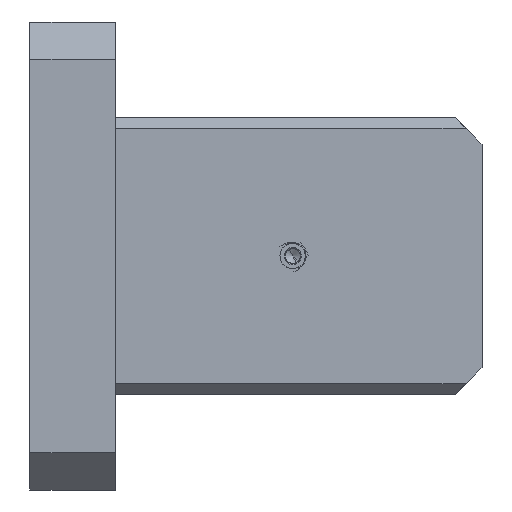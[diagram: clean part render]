
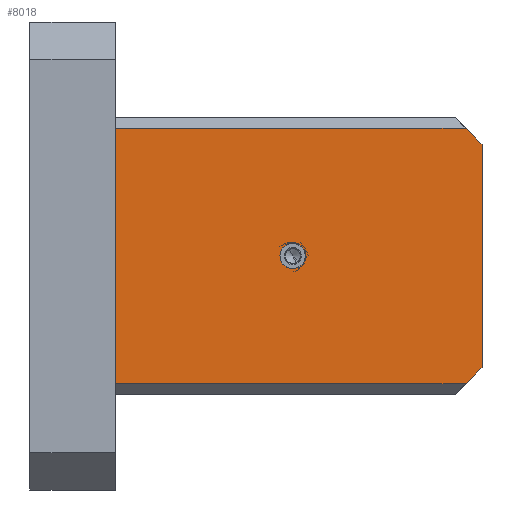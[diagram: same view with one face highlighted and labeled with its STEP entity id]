
A CAD part, front view. The second image highlights one B-rep face of the part: STEP entity #8018.
In plain terms, the highlighted planar face has unit normal (0, -1, 0).
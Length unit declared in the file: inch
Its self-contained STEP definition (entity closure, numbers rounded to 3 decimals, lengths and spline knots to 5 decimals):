
#37 = EDGE_CURVE ( 'NONE', #6789, #8451, #8130, .T. ) ;
#218 = DIRECTION ( 'NONE',  ( 0., 0., -1. ) ) ;
#220 = CARTESIAN_POINT ( 'NONE',  ( 0.69626, 0.26718, 0.43085 ) ) ;
#290 = CARTESIAN_POINT ( 'NONE',  ( 0.37026, 0.26718, 0.6474 ) ) ;
#301 = CARTESIAN_POINT ( 'NONE',  ( 0.72626, 0.26718, 0.88085 ) ) ;
#430 = EDGE_CURVE ( 'NONE', #8316, #8451, #8244, .T. ) ;
#570 = EDGE_CURVE ( 'NONE', #1448, #9151, #6050, .T. ) ;
#872 = VECTOR ( 'NONE', #8180, 39.37008 ) ;
#1084 = AXIS2_PLACEMENT_3D ( 'NONE', #9551, #2550, #218 ) ;
#1247 = DIRECTION ( 'NONE',  ( 0.707, 0., 0.707 ) ) ;
#1360 = ORIENTED_EDGE ( 'NONE', *, *, #570, .F. ) ;
#1448 = VERTEX_POINT ( 'NONE', #9858 ) ;
#1550 = VERTEX_POINT ( 'NONE', #9518 ) ;
#1610 = EDGE_CURVE ( 'NONE', #3461, #9910, #5762, .T. ) ;
#1649 = DIRECTION ( 'NONE',  ( 0., 0., -1. ) ) ;
#2027 = DIRECTION ( 'NONE',  ( 0., -1., 0. ) ) ;
#2129 = FACE_OUTER_BOUND ( 'NONE', #6620, .T. ) ;
#2550 = DIRECTION ( 'NONE',  ( 0., -1., 0. ) ) ;
#2631 = CARTESIAN_POINT ( 'NONE',  ( 0.37026, 0.26718, 0.67085 ) ) ;
#2948 = DIRECTION ( 'NONE',  ( 0., -1., 0. ) ) ;
#3012 = CARTESIAN_POINT ( 'NONE',  ( 0.03626, 0.26718, 0.43085 ) ) ;
#3021 = CARTESIAN_POINT ( 'NONE',  ( 0.69626, 0.26718, 0.91085 ) ) ;
#3198 = EDGE_LOOP ( 'NONE', ( #7843, #9347 ) ) ;
#3202 = LINE ( 'NONE', #6187, #4173 ) ;
#3333 = FACE_BOUND ( 'NONE', #3198, .T. ) ;
#3447 = LINE ( 'NONE', #4938, #5644 ) ;
#3461 = VERTEX_POINT ( 'NONE', #290 ) ;
#3609 = EDGE_CURVE ( 'NONE', #6789, #9151, #5515, .T. ) ;
#4173 = VECTOR ( 'NONE', #4611, 39.37008 ) ;
#4228 = ORIENTED_EDGE ( 'NONE', *, *, #8776, .T. ) ;
#4524 = PLANE ( 'NONE',  #8842 ) ;
#4611 = DIRECTION ( 'NONE',  ( 1., 0., 0. ) ) ;
#4938 = CARTESIAN_POINT ( 'NONE',  ( 0.03626, 0.26718, 0.43085 ) ) ;
#5515 = LINE ( 'NONE', #9819, #872 ) ;
#5534 = CARTESIAN_POINT ( 'NONE',  ( 0.72626, 0.26718, 0.43085 ) ) ;
#5644 = VECTOR ( 'NONE', #1649, 39.37008 ) ;
#5762 = CIRCLE ( 'NONE', #1084, 0.02345 ) ;
#6050 = LINE ( 'NONE', #9309, #9478 ) ;
#6187 = CARTESIAN_POINT ( 'NONE',  ( 0.03626, 0.26718, 0.43085 ) ) ;
#6195 = DIRECTION ( 'NONE',  ( 1., 0., 0. ) ) ;
#6200 = DIRECTION ( 'NONE',  ( 0., 0., -1. ) ) ;
#6620 = EDGE_LOOP ( 'NONE', ( #4228, #8730, #7898, #6756, #1360, #9744 ) ) ;
#6756 = ORIENTED_EDGE ( 'NONE', *, *, #3609, .T. ) ;
#6789 = VERTEX_POINT ( 'NONE', #301 ) ;
#7393 = CARTESIAN_POINT ( 'NONE',  ( 0.72626, 0.26718, 0.46085 ) ) ;
#7518 = CARTESIAN_POINT ( 'NONE',  ( 0.36626, 0.26718, 0.10085 ) ) ;
#7843 = ORIENTED_EDGE ( 'NONE', *, *, #1610, .F. ) ;
#7863 = DIRECTION ( 'NONE',  ( 0., 0., -1. ) ) ;
#7898 = ORIENTED_EDGE ( 'NONE', *, *, #37, .F. ) ;
#8018 = ADVANCED_FACE ( 'NONE', ( #3333, #2129 ), #4524, .T. ) ;
#8130 = LINE ( 'NONE', #5534, #9977 ) ;
#8180 = DIRECTION ( 'NONE',  ( -0.707, 0., 0.707 ) ) ;
#8244 = LINE ( 'NONE', #7518, #9091 ) ;
#8254 = DIRECTION ( 'NONE',  ( 0., 0., -1. ) ) ;
#8316 = VERTEX_POINT ( 'NONE', #220 ) ;
#8451 = VERTEX_POINT ( 'NONE', #7393 ) ;
#8583 = CIRCLE ( 'NONE', #9705, 0.02345 ) ;
#8620 = CARTESIAN_POINT ( 'NONE',  ( 0.37026, 0.26718, 0.6943 ) ) ;
#8730 = ORIENTED_EDGE ( 'NONE', *, *, #430, .T. ) ;
#8776 = EDGE_CURVE ( 'NONE', #1550, #8316, #3202, .T. ) ;
#8842 = AXIS2_PLACEMENT_3D ( 'NONE', #3012, #2948, #6200 ) ;
#8894 = EDGE_CURVE ( 'NONE', #1448, #1550, #3447, .T. ) ;
#8991 = EDGE_CURVE ( 'NONE', #9910, #3461, #8583, .T. ) ;
#9091 = VECTOR ( 'NONE', #1247, 39.37008 ) ;
#9151 = VERTEX_POINT ( 'NONE', #3021 ) ;
#9309 = CARTESIAN_POINT ( 'NONE',  ( 0.03626, 0.26718, 0.91085 ) ) ;
#9347 = ORIENTED_EDGE ( 'NONE', *, *, #8991, .F. ) ;
#9478 = VECTOR ( 'NONE', #6195, 39.37008 ) ;
#9518 = CARTESIAN_POINT ( 'NONE',  ( 0.03626, 0.26718, 0.43085 ) ) ;
#9551 = CARTESIAN_POINT ( 'NONE',  ( 0.37026, 0.26718, 0.67085 ) ) ;
#9705 = AXIS2_PLACEMENT_3D ( 'NONE', #2631, #2027, #8254 ) ;
#9744 = ORIENTED_EDGE ( 'NONE', *, *, #8894, .T. ) ;
#9819 = CARTESIAN_POINT ( 'NONE',  ( 0.60626, 0.26718, 1.00085 ) ) ;
#9858 = CARTESIAN_POINT ( 'NONE',  ( 0.03626, 0.26718, 0.91085 ) ) ;
#9910 = VERTEX_POINT ( 'NONE', #8620 ) ;
#9977 = VECTOR ( 'NONE', #7863, 39.37008 ) ;
